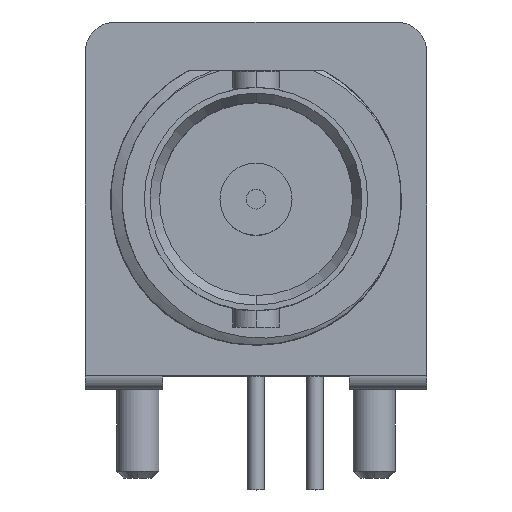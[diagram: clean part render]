
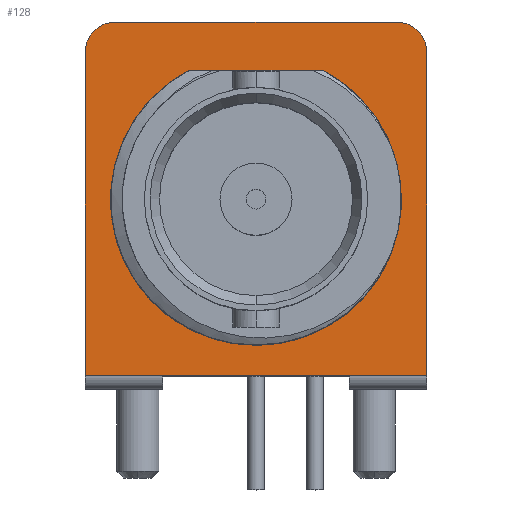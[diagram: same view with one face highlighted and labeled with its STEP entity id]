
A CAD part, top view. The second image highlights one B-rep face of the part: STEP entity #128.
In plain terms, the highlighted planar face has unit normal (0, 0, 1).
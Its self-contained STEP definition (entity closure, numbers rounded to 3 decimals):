
#128=ADVANCED_FACE('',(#358,#359),#360,.T.);
#358=FACE_OUTER_BOUND('',#2220,.T.);
#359=FACE_BOUND('',#2221,.T.);
#360=PLANE('',#2222);
#2220=EDGE_LOOP('',(#2923,#2924,#2925,#2926,#2927,#2928));
#2221=EDGE_LOOP('',(#2929,#2930,#2931));
#2222=AXIS2_PLACEMENT_3D('',#2932,#2933,#2934);
#2923=ORIENTED_EDGE('',*,*,#3652,.F.);
#2924=ORIENTED_EDGE('',*,*,#3653,.T.);
#2925=ORIENTED_EDGE('',*,*,#3654,.T.);
#2926=ORIENTED_EDGE('',*,*,#3655,.T.);
#2927=ORIENTED_EDGE('',*,*,#3656,.F.);
#2928=ORIENTED_EDGE('',*,*,#3657,.T.);
#2929=ORIENTED_EDGE('',*,*,#3601,.T.);
#2930=ORIENTED_EDGE('',*,*,#3464,.T.);
#2931=ORIENTED_EDGE('',*,*,#3470,.T.);
#2932=CARTESIAN_POINT('',(-7.35,7.65,-21.1));
#2933=DIRECTION('',(0.0,0.0,1.0));
#2934=DIRECTION('',(1.0,-0.0,0.0));
#3464=EDGE_CURVE('',#3883,#3881,#3884,.T.);
#3470=EDGE_CURVE('',#3881,#3893,#3895,.T.);
#3601=EDGE_CURVE('',#3893,#3883,#4117,.T.);
#3652=EDGE_CURVE('',#4187,#4188,#4189,.T.);
#3653=EDGE_CURVE('',#4187,#4190,#4191,.T.);
#3654=EDGE_CURVE('',#4190,#4192,#4193,.T.);
#3655=EDGE_CURVE('',#4192,#4194,#4195,.T.);
#3656=EDGE_CURVE('',#4196,#4194,#4197,.T.);
#3657=EDGE_CURVE('',#4196,#4188,#4198,.T.);
#3881=VERTEX_POINT('',#4758);
#3883=VERTEX_POINT('',#4761);
#3884=CIRCLE('',#4762,6.25);
#3893=VERTEX_POINT('',#4834);
#3895=CIRCLE('',#4837,6.25);
#4117=LINE('',#6296,#6297);
#4187=VERTEX_POINT('',#7024);
#4188=VERTEX_POINT('',#7025);
#4189=LINE('',#7026,#7027);
#4190=VERTEX_POINT('',#7028);
#4191=CIRCLE('',#7029,1.313);
#4192=VERTEX_POINT('',#7030);
#4193=LINE('',#7031,#7032);
#4194=VERTEX_POINT('',#7033);
#4195=LINE('',#7034,#7035);
#4196=VERTEX_POINT('',#7036);
#4197=LINE('',#7037,#7038);
#4198=CIRCLE('',#7039,1.313);
#4758=CARTESIAN_POINT('',(0.,-6.25,-21.1));
#4761=CARTESIAN_POINT('',(2.835,5.57,-21.1));
#4762=AXIS2_PLACEMENT_3D('',#7399,#7400,#7401);
#4834=CARTESIAN_POINT('',(-2.835,5.57,-21.1));
#4837=AXIS2_PLACEMENT_3D('',#7405,#7406,#7407);
#6296=CARTESIAN_POINT('',(-2.835,5.57,-21.1));
#6297=VECTOR('',#7514,5.67);
#7024=CARTESIAN_POINT('',(-6.037,7.65,-21.1));
#7025=CARTESIAN_POINT('',(6.037,7.65,-21.1));
#7026=CARTESIAN_POINT('',(-6.037,7.65,-21.1));
#7027=VECTOR('',#7531,12.074);
#7028=CARTESIAN_POINT('',(-7.35,6.337,-21.1));
#7029=AXIS2_PLACEMENT_3D('',#7532,#7533,#7534);
#7030=CARTESIAN_POINT('',(-7.35,-7.55,-21.1));
#7031=CARTESIAN_POINT('',(-7.35,6.337,-21.1));
#7032=VECTOR('',#7535,13.887);
#7033=CARTESIAN_POINT('',(7.35,-7.55,-21.1));
#7034=CARTESIAN_POINT('',(-7.35,-7.55,-21.1));
#7035=VECTOR('',#7536,14.7);
#7036=CARTESIAN_POINT('',(7.35,6.337,-21.1));
#7037=CARTESIAN_POINT('',(7.35,6.337,-21.1));
#7038=VECTOR('',#7537,13.887);
#7039=AXIS2_PLACEMENT_3D('',#7538,#7539,#7540);
#7399=CARTESIAN_POINT('',(0.0,0.0,-21.1));
#7400=DIRECTION('',(0.0,0.0,-1.0));
#7401=DIRECTION('',(0.454,0.891,0.0));
#7405=CARTESIAN_POINT('',(0.0,0.0,-21.1));
#7406=DIRECTION('',(0.0,0.0,-1.0));
#7407=DIRECTION('',(0.454,0.891,0.0));
#7514=DIRECTION('',(1.0,0.0,0.0));
#7531=DIRECTION('',(1.0,0.0,0.0));
#7532=CARTESIAN_POINT('',(-6.037,6.337,-21.1));
#7533=DIRECTION('',(0.0,-0.0,1.0));
#7534=DIRECTION('',(0.0,1.0,0.0));
#7535=DIRECTION('',(0.0,-1.0,0.0));
#7536=DIRECTION('',(1.0,0.0,0.0));
#7537=DIRECTION('',(0.0,-1.0,0.0));
#7538=CARTESIAN_POINT('',(6.037,6.337,-21.1));
#7539=DIRECTION('',(0.0,0.0,1.0));
#7540=DIRECTION('',(1.0,0.0,0.0));
